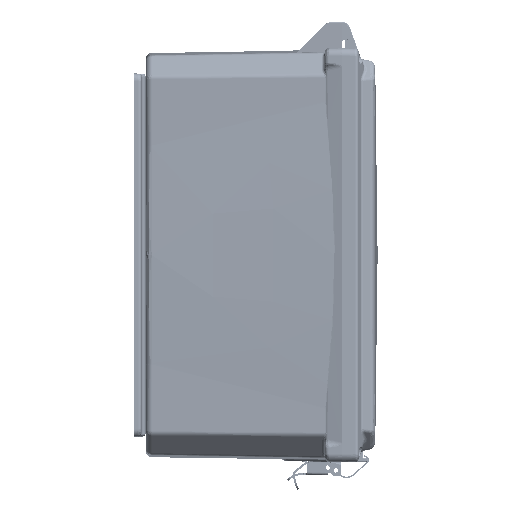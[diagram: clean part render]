
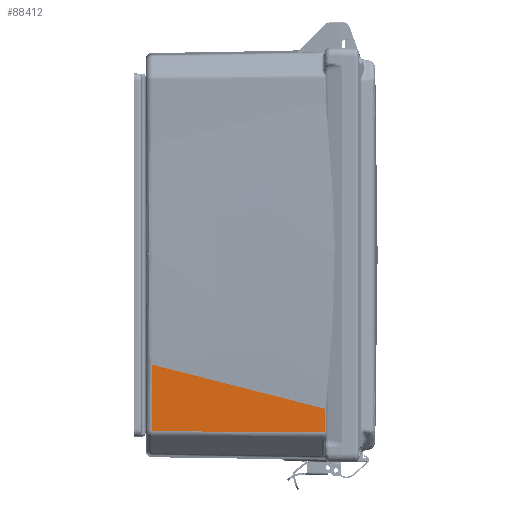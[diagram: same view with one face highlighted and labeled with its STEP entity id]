
A CAD part, front view. The second image highlights one B-rep face of the part: STEP entity #88412.
In plain terms, the highlighted planar face has unit normal (-0.018, -1, 0).
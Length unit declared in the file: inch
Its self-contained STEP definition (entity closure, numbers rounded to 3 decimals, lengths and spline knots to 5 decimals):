
#5488 = DIRECTION ( 'NONE',  ( 0., 0., 1. ) ) ;
#16413 = ORIENTED_EDGE ( 'NONE', *, *, #31636, .T. ) ;
#20752 = CARTESIAN_POINT ( 'NONE',  ( -0.50592, -7.15617, -4.66613 ) ) ;
#24639 = AXIS2_PLACEMENT_3D ( 'NONE', #99197, #114908, #37700 ) ;
#31636 = EDGE_CURVE ( 'NONE', #164212, #96407, #44050, .T. ) ;
#37700 = DIRECTION ( 'NONE',  ( 1., -0.017, 0. ) ) ;
#43732 = VERTEX_POINT ( 'NONE', #156875 ) ;
#44050 = LINE ( 'NONE', #168653, #195504 ) ;
#58664 = DIRECTION ( 'NONE',  ( 1., -0.017, -0.007 ) ) ;
#60629 = VECTOR ( 'NONE', #5488, 39.37008 ) ;
#82335 = CARTESIAN_POINT ( 'NONE',  ( -4.31354, -7.08971, -3.69265 ) ) ;
#84178 = ORIENTED_EDGE ( 'NONE', *, *, #188457, .T. ) ;
#84811 = PLANE ( 'NONE',  #24639 ) ;
#86596 = EDGE_LOOP ( 'NONE', ( #16413, #84178, #176993, #116775 ) ) ;
#88412 = ADVANCED_FACE ( 'NONE', ( #107641 ), #84811, .T. ) ;
#93275 = LINE ( 'NONE', #175557, #98180 ) ;
#96407 = VERTEX_POINT ( 'NONE', #108380 ) ;
#98180 = VECTOR ( 'NONE', #193223, 39.37008 ) ;
#99197 = CARTESIAN_POINT ( 'NONE',  ( 0., -7.165, 6.74752 ) ) ;
#102160 = LINE ( 'NONE', #192046, #60629 ) ;
#107641 = FACE_OUTER_BOUND ( 'NONE', #86596, .T. ) ;
#108380 = CARTESIAN_POINT ( 'NONE',  ( -0.50592, -7.15617, -5.37952 ) ) ;
#114908 = DIRECTION ( 'NONE',  ( -0.017, -1., 0. ) ) ;
#115765 = CARTESIAN_POINT ( 'NONE',  ( -2.55774, -7.12035, -4.14121 ) ) ;
#116624 = CARTESIAN_POINT ( 'NONE',  ( -5.77332, -7.06423, -5.34143 ) ) ;
#116775 = ORIENTED_EDGE ( 'NONE', *, *, #192560, .F. ) ;
#129261 = EDGE_CURVE ( 'NONE', #43732, #189514, #133260, .T. ) ;
#132998 = CARTESIAN_POINT ( 'NONE',  ( -5.77332, -7.06423, -3.32044 ) ) ;
#133260 = B_SPLINE_CURVE_WITH_KNOTS ( 'NONE', 3,
 ( #20752, #115765, #82335, #147181 ),
 .UNSPECIFIED., .F., .F.,
 ( 4, 4 ),
 ( 0., 1. ),
 .UNSPECIFIED. ) ;
#147181 = CARTESIAN_POINT ( 'NONE',  ( -5.77332, -7.06423, -3.32044 ) ) ;
#156875 = CARTESIAN_POINT ( 'NONE',  ( -0.50592, -7.15617, -4.66613 ) ) ;
#164212 = VERTEX_POINT ( 'NONE', #116624 ) ;
#168653 = CARTESIAN_POINT ( 'NONE',  ( -5.77332, -7.06423, -5.34143 ) ) ;
#175557 = CARTESIAN_POINT ( 'NONE',  ( -0.50592, -7.15617, 6.74752 ) ) ;
#176993 = ORIENTED_EDGE ( 'NONE', *, *, #129261, .T. ) ;
#188457 = EDGE_CURVE ( 'NONE', #96407, #43732, #93275, .T. ) ;
#189514 = VERTEX_POINT ( 'NONE', #132998 ) ;
#192046 = CARTESIAN_POINT ( 'NONE',  ( -5.77332, -7.06423, 10.7888 ) ) ;
#192560 = EDGE_CURVE ( 'NONE', #164212, #189514, #102160, .T. ) ;
#193223 = DIRECTION ( 'NONE',  ( 0., 0., 1. ) ) ;
#195504 = VECTOR ( 'NONE', #58664, 39.37008 ) ;
